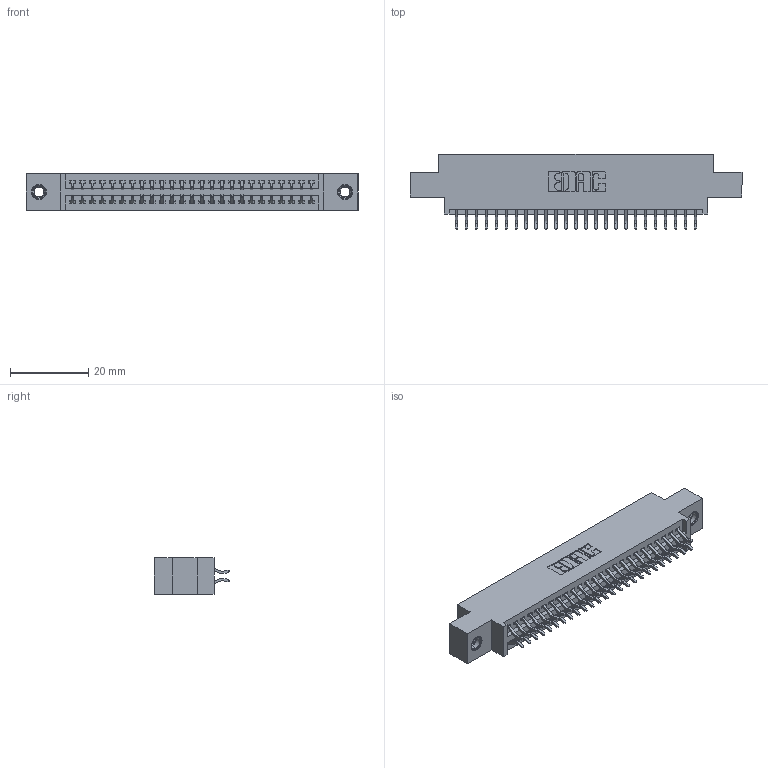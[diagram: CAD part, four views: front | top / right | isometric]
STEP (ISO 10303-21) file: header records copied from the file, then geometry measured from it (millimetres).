
FILE_DESCRIPTION (( 'STEP AP203' ), '1' );
FILE_NAME ('345-050-556-807.STEP', '2018-09-14T09:44:34', ( '' ), ( '' ), 'SwSTEP 2.0', 'SolidWorks 2016', '' );
FILE_SCHEMA (( 'CONFIG_CONTROL_DESIGN' ));
Length unit declared in the file: inch
Products named in the file (4): 345-050-556-807; 345 Part_0.170 Offset - 0.156 Dia-TI; 345-292-001_556 Tail; 345-250-001_345-250-005-103
Assembly tree (53 placements, depth 2):
  345-050-556-807
    345 Part_0.170 Offset - 0.156 Dia-TI
    345-292-001_556 Tail  x50
    345-250-001_345-250-005-103  x2
Bounding box: 84.71 x 19.24 x 9.4 mm (x, y, z)
Volume: 7942 mm3; surface area: 11538 mm2
Topology: 53 solids, 53 shells, 2990 faces, 8839 edges, 5818 vertices
Faces by surface type: plane 1966, cylinder 1008, cone 12, torus 4
Entity records: 23442 total; most frequent: CARTESIAN_POINT 3943, ORIENTED_EDGE 3858, DIRECTION 3511, EDGE_CURVE 1929, LINE 1669, VECTOR 1669, VERTEX_POINT 1280, AXIS2_PLACEMENT_3D 921
